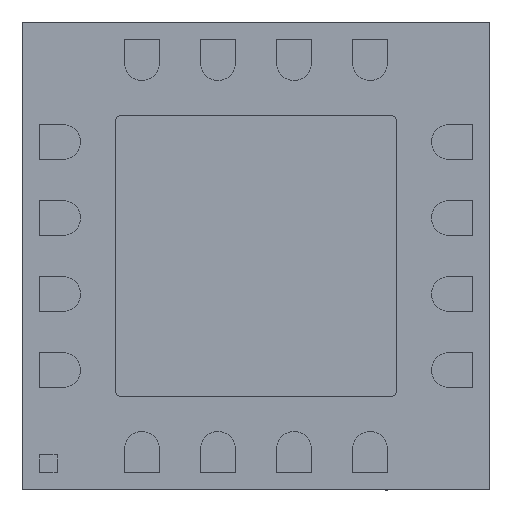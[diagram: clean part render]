
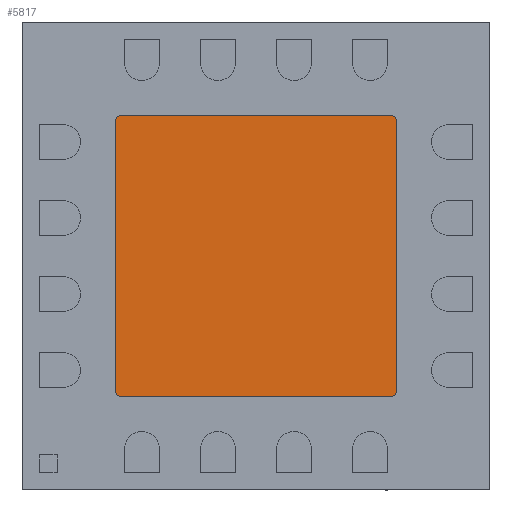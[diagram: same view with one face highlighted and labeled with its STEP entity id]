
A CAD part, front view. The second image highlights one B-rep face of the part: STEP entity #5817.
In plain terms, the highlighted planar face has unit normal (0, -1, 0).
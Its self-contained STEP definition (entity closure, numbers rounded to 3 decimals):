
#144 = FACE_OUTER_BOUND ( 'NONE', #7011, .T. ) ;
#237 = LINE ( 'NONE', #5908, #338 ) ;
#338 = VECTOR ( 'NONE', #4635, 1000. ) ;
#381 = CARTESIAN_POINT ( 'NONE',  ( -1.15, 0., 1.15 ) ) ;
#479 = CARTESIAN_POINT ( 'NONE',  ( -1.15, 0., -1.2 ) ) ;
#587 = VERTEX_POINT ( 'NONE', #646 ) ;
#646 = CARTESIAN_POINT ( 'NONE',  ( 1.2, 0., -1.15 ) ) ;
#703 = PLANE ( 'NONE',  #3115 ) ;
#707 = AXIS2_PLACEMENT_3D ( 'NONE', #925, #3493, #2906 ) ;
#805 = ORIENTED_EDGE ( 'NONE', *, *, #831, .F. ) ;
#814 = CARTESIAN_POINT ( 'NONE',  ( -1.2, 0., -1.15 ) ) ;
#831 = EDGE_CURVE ( 'NONE', #6090, #7672, #1315, .T. ) ;
#909 = LINE ( 'NONE', #3479, #6870 ) ;
#925 = CARTESIAN_POINT ( 'NONE',  ( 1.15, 0., -1.15 ) ) ;
#1315 = CIRCLE ( 'NONE', #6439, 0.05 ) ;
#1362 = ORIENTED_EDGE ( 'NONE', *, *, #7802, .F. ) ;
#1413 = ORIENTED_EDGE ( 'NONE', *, *, #4799, .F. ) ;
#1425 = CARTESIAN_POINT ( 'NONE',  ( -1.15, 0., 1.2 ) ) ;
#1507 = VECTOR ( 'NONE', #3070, 1000. ) ;
#1570 = CARTESIAN_POINT ( 'NONE',  ( 1.15, 0., 1.2 ) ) ;
#1634 = DIRECTION ( 'NONE',  ( 1., 0., 0. ) ) ;
#1816 = CARTESIAN_POINT ( 'NONE',  ( 1.15, 0., -1.2 ) ) ;
#2251 = CARTESIAN_POINT ( 'NONE',  ( 1.15, 0., 1.15 ) ) ;
#2279 = EDGE_CURVE ( 'NONE', #5879, #587, #3916, .T. ) ;
#2794 = DIRECTION ( 'NONE',  ( 0., 1., 0. ) ) ;
#2801 = DIRECTION ( 'NONE',  ( 0., 1., 0. ) ) ;
#2832 = EDGE_CURVE ( 'NONE', #7287, #6268, #5453, .T. ) ;
#2906 = DIRECTION ( 'NONE',  ( 0., 0., -1. ) ) ;
#3062 = VERTEX_POINT ( 'NONE', #1816 ) ;
#3070 = DIRECTION ( 'NONE',  ( 0., 0., -1. ) ) ;
#3098 = ORIENTED_EDGE ( 'NONE', *, *, #7136, .F. ) ;
#3114 = ORIENTED_EDGE ( 'NONE', *, *, #7541, .F. ) ;
#3115 = AXIS2_PLACEMENT_3D ( 'NONE', #4673, #2801, #4038 ) ;
#3401 = CIRCLE ( 'NONE', #6633, 0.05 ) ;
#3479 = CARTESIAN_POINT ( 'NONE',  ( -1.2, 0., 1.15 ) ) ;
#3493 = DIRECTION ( 'NONE',  ( 0., 1., 0. ) ) ;
#3741 = DIRECTION ( 'NONE',  ( 0., 1., 0. ) ) ;
#3807 = ORIENTED_EDGE ( 'NONE', *, *, #4341, .F. ) ;
#3916 = LINE ( 'NONE', #4524, #1507 ) ;
#4038 = DIRECTION ( 'NONE',  ( 0., 0., 1. ) ) ;
#4341 = EDGE_CURVE ( 'NONE', #3062, #7287, #237, .T. ) ;
#4355 = DIRECTION ( 'NONE',  ( 0., 1., 0. ) ) ;
#4524 = CARTESIAN_POINT ( 'NONE',  ( 1.2, 0., 1.15 ) ) ;
#4635 = DIRECTION ( 'NONE',  ( -1., 0., 0. ) ) ;
#4673 = CARTESIAN_POINT ( 'NONE',  ( 1.15, 0., 1.15 ) ) ;
#4799 = EDGE_CURVE ( 'NONE', #6268, #6090, #909, .T. ) ;
#4841 = DIRECTION ( 'NONE',  ( 0., 0., 1. ) ) ;
#4847 = LINE ( 'NONE', #7418, #7994 ) ;
#5092 = VERTEX_POINT ( 'NONE', #1570 ) ;
#5138 = CARTESIAN_POINT ( 'NONE',  ( -1.15, 0., -1.15 ) ) ;
#5453 = CIRCLE ( 'NONE', #7762, 0.05 ) ;
#5817 = ADVANCED_FACE ( 'NONE', ( #144 ), #703, .F. ) ;
#5860 = CARTESIAN_POINT ( 'NONE',  ( 1.2, 0., 1.15 ) ) ;
#5879 = VERTEX_POINT ( 'NONE', #5860 ) ;
#5908 = CARTESIAN_POINT ( 'NONE',  ( -1.15, 0., -1.2 ) ) ;
#6090 = VERTEX_POINT ( 'NONE', #7708 ) ;
#6147 = DIRECTION ( 'NONE',  ( 0., 0., 1. ) ) ;
#6268 = VERTEX_POINT ( 'NONE', #814 ) ;
#6379 = CIRCLE ( 'NONE', #707, 0.05 ) ;
#6439 = AXIS2_PLACEMENT_3D ( 'NONE', #381, #4355, #6886 ) ;
#6633 = AXIS2_PLACEMENT_3D ( 'NONE', #2251, #2794, #6147 ) ;
#6870 = VECTOR ( 'NONE', #4841, 1000. ) ;
#6886 = DIRECTION ( 'NONE',  ( 0., 0., -1. ) ) ;
#7011 = EDGE_LOOP ( 'NONE', ( #3098, #1362, #805, #1413, #7221, #3807, #3114, #7405 ) ) ;
#7136 = EDGE_CURVE ( 'NONE', #5092, #5879, #3401, .T. ) ;
#7221 = ORIENTED_EDGE ( 'NONE', *, *, #2832, .F. ) ;
#7287 = VERTEX_POINT ( 'NONE', #479 ) ;
#7405 = ORIENTED_EDGE ( 'NONE', *, *, #2279, .F. ) ;
#7418 = CARTESIAN_POINT ( 'NONE',  ( -1.15, 0., 1.2 ) ) ;
#7541 = EDGE_CURVE ( 'NONE', #587, #3062, #6379, .T. ) ;
#7672 = VERTEX_POINT ( 'NONE', #1425 ) ;
#7708 = CARTESIAN_POINT ( 'NONE',  ( -1.2, 0., 1.15 ) ) ;
#7719 = DIRECTION ( 'NONE',  ( 0., 0., -1. ) ) ;
#7762 = AXIS2_PLACEMENT_3D ( 'NONE', #5138, #3741, #7719 ) ;
#7802 = EDGE_CURVE ( 'NONE', #7672, #5092, #4847, .T. ) ;
#7994 = VECTOR ( 'NONE', #1634, 1000. ) ;
